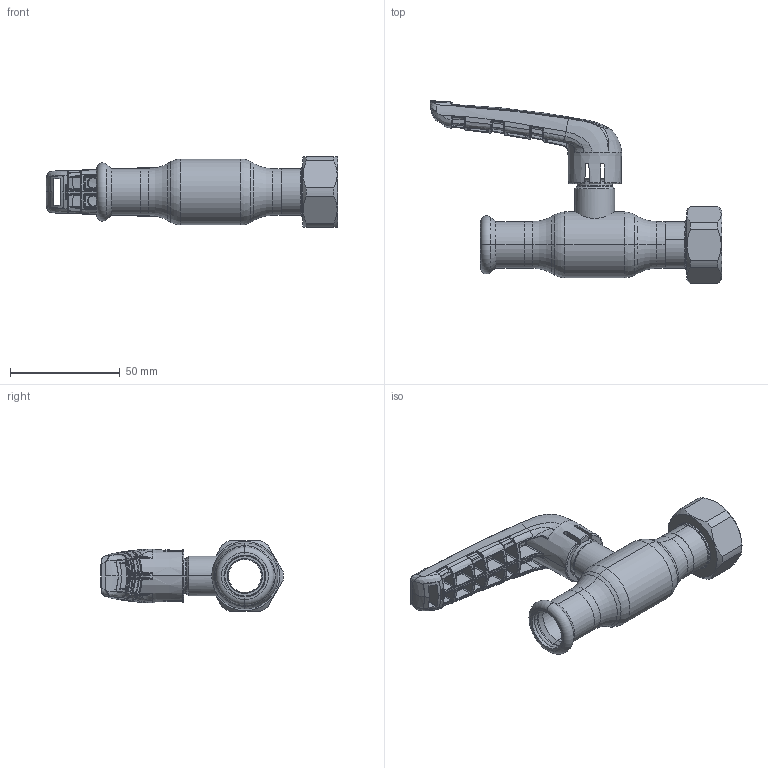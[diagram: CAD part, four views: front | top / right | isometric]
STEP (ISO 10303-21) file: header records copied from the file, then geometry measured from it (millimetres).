
FILE_DESCRIPTION (( 'STEP AP214' ), '1' );
FILE_NAME ('1015001400-xxxx.step', '2019-05-07T11:37:52', ( '' ), ( '' ), 'SwSTEP 2.0', 'SolidWorks 2017', '' );
FILE_SCHEMA (( 'AUTOMOTIVE_DESIGN' ));
Length unit declared in the file: millimetre
Products named in the file (1): 1015001400-xxxx
Bounding box: 132.48 x 83.07 x 32 mm (x, y, z)
Surface area: 25546.1 mm2 (no closed solid volume)
Topology: 0 solids, 12 shells, 827 faces, 2474 edges, 1547 vertices
Faces by surface type: bspline 654, plane 59, cylinder 48, cone 37, torus 27, sphere 2
Entity records: 68754 total; most frequent: CARTESIAN_POINT 43511, ORIENTED_EDGE 4207, EDGE_CURVE 2438, DIRECTION 1681, B_SPLINE_CURVE_WITH_KNOTS 1671, VERTEX_POINT 1543, EDGE_LOOP 851, UNCERTAINTY_MEASURE_WITH_UNIT 829
